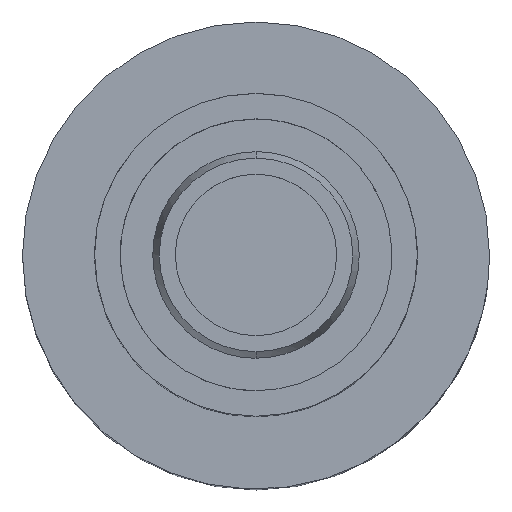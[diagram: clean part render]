
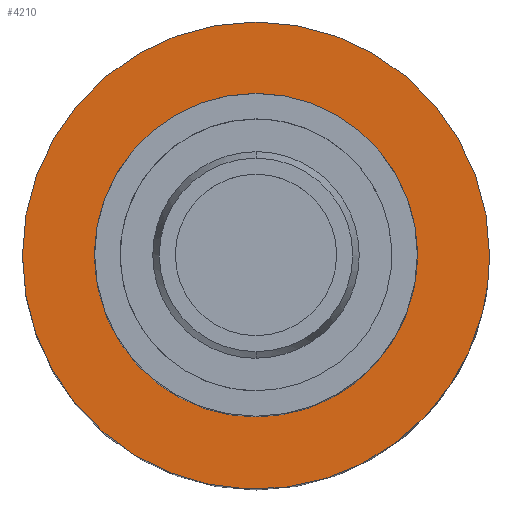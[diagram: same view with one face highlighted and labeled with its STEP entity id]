
A CAD part, top view. The second image highlights one B-rep face of the part: STEP entity #4210.
In plain terms, the highlighted planar face has unit normal (0, 0, 1).
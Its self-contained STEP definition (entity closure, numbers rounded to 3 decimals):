
#4089=AXIS2_PLACEMENT_3D('Circle Axis2P3D',#4087,#4088,$) ;
#4110=AXIS2_PLACEMENT_3D('Circle Axis2P3D',#4108,#4109,$) ;
#4149=AXIS2_PLACEMENT_3D('Plane Axis2P3D',#4146,#4147,#4148) ;
#4087=CARTESIAN_POINT('Axis2P3D Location',(2.75,2.75,17.88)) ;
#4091=CARTESIAN_POINT('Vertex',(5.5,2.75,17.88)) ;
#4093=CARTESIAN_POINT('Vertex',(2.75,5.5,17.88)) ;
#4105=CARTESIAN_POINT('Vertex',(0.,2.75,17.88)) ;
#4108=CARTESIAN_POINT('Axis2P3D Location',(2.75,2.75,17.88)) ;
#4128=CARTESIAN_POINT('Control Point',(0.,2.75,17.88)) ;
#4129=CARTESIAN_POINT('Control Point',(0.,1.886,17.88)) ;
#4130=CARTESIAN_POINT('Control Point',(0.339,1.022,17.88)) ;
#4131=CARTESIAN_POINT('Control Point',(1.022,0.339,17.88)) ;
#4132=CARTESIAN_POINT('Control Point',(2.75,-0.339,17.88)) ;
#4133=CARTESIAN_POINT('Control Point',(4.478,0.339,17.88)) ;
#4134=CARTESIAN_POINT('Control Point',(5.161,1.022,17.88)) ;
#4135=CARTESIAN_POINT('Control Point',(5.5,1.886,17.88)) ;
#4136=CARTESIAN_POINT('Control Point',(5.5,2.75,17.88)) ;
#4146=CARTESIAN_POINT('Axis2P3D Location',(2.75,5.075,17.88)) ;
#4157=CARTESIAN_POINT('Control Point',(2.75,0.85,17.88)) ;
#4158=CARTESIAN_POINT('Control Point',(2.953,0.85,17.88)) ;
#4159=CARTESIAN_POINT('Control Point',(3.155,0.877,17.88)) ;
#4160=CARTESIAN_POINT('Control Point',(3.353,0.931,17.88)) ;
#4161=CARTESIAN_POINT('Control Point',(3.729,1.09,17.88)) ;
#4162=CARTESIAN_POINT('Control Point',(4.051,1.343,17.88)) ;
#4163=CARTESIAN_POINT('Control Point',(4.194,1.49,17.88)) ;
#4164=CARTESIAN_POINT('Control Point',(4.437,1.818,17.88)) ;
#4165=CARTESIAN_POINT('Control Point',(4.585,2.199,17.88)) ;
#4166=CARTESIAN_POINT('Control Point',(4.634,2.398,17.88)) ;
#4167=CARTESIAN_POINT('Control Point',(4.676,2.805,17.88)) ;
#4168=CARTESIAN_POINT('Control Point',(4.611,3.208,17.88)) ;
#4169=CARTESIAN_POINT('Control Point',(4.551,3.405,17.88)) ;
#4170=CARTESIAN_POINT('Control Point',(4.381,3.776,17.88)) ;
#4171=CARTESIAN_POINT('Control Point',(4.119,4.09,17.88)) ;
#4172=CARTESIAN_POINT('Control Point',(3.968,4.229,17.88)) ;
#4173=CARTESIAN_POINT('Control Point',(3.651,4.45,17.88)) ;
#4174=CARTESIAN_POINT('Control Point',(3.289,4.585,17.88)) ;
#4175=CARTESIAN_POINT('Control Point',(3.112,4.628,17.88)) ;
#4176=CARTESIAN_POINT('Control Point',(2.931,4.65,17.88)) ;
#4177=CARTESIAN_POINT('Control Point',(2.75,4.65,17.88)) ;
#4178=CARTESIAN_POINT('Vertex',(2.75,0.85,17.88)) ;
#4180=CARTESIAN_POINT('Vertex',(2.75,4.65,17.88)) ;
#4184=CARTESIAN_POINT('Control Point',(2.75,4.65,17.88)) ;
#4185=CARTESIAN_POINT('Control Point',(2.547,4.65,17.88)) ;
#4186=CARTESIAN_POINT('Control Point',(2.345,4.623,17.88)) ;
#4187=CARTESIAN_POINT('Control Point',(2.147,4.569,17.88)) ;
#4188=CARTESIAN_POINT('Control Point',(1.771,4.41,17.88)) ;
#4189=CARTESIAN_POINT('Control Point',(1.449,4.157,17.88)) ;
#4190=CARTESIAN_POINT('Control Point',(1.306,4.01,17.88)) ;
#4191=CARTESIAN_POINT('Control Point',(1.063,3.682,17.88)) ;
#4192=CARTESIAN_POINT('Control Point',(0.915,3.301,17.88)) ;
#4193=CARTESIAN_POINT('Control Point',(0.866,3.102,17.88)) ;
#4194=CARTESIAN_POINT('Control Point',(0.824,2.695,17.88)) ;
#4195=CARTESIAN_POINT('Control Point',(0.889,2.292,17.88)) ;
#4196=CARTESIAN_POINT('Control Point',(0.949,2.095,17.88)) ;
#4197=CARTESIAN_POINT('Control Point',(1.119,1.724,17.88)) ;
#4198=CARTESIAN_POINT('Control Point',(1.381,1.41,17.88)) ;
#4199=CARTESIAN_POINT('Control Point',(1.532,1.271,17.88)) ;
#4200=CARTESIAN_POINT('Control Point',(1.849,1.05,17.88)) ;
#4201=CARTESIAN_POINT('Control Point',(2.211,0.915,17.88)) ;
#4202=CARTESIAN_POINT('Control Point',(2.388,0.872,17.88)) ;
#4203=CARTESIAN_POINT('Control Point',(2.569,0.85,17.88)) ;
#4204=CARTESIAN_POINT('Control Point',(2.75,0.85,17.88)) ;
#4088=DIRECTION('Axis2P3D Direction',(0.,0.,1.)) ;
#4109=DIRECTION('Axis2P3D Direction',(0.,0.,1.)) ;
#4147=DIRECTION('Axis2P3D Direction',(0.,0.,-1.)) ;
#4148=DIRECTION('Axis2P3D XDirection',(0.,-1.,0.)) ;
#4152=ORIENTED_EDGE('',*,*,#4095,.T.) ;
#4153=ORIENTED_EDGE('',*,*,#4112,.T.) ;
#4154=ORIENTED_EDGE('',*,*,#4137,.T.) ;
#4207=ORIENTED_EDGE('',*,*,#4182,.F.) ;
#4208=ORIENTED_EDGE('',*,*,#4205,.F.) ;
#4209=FACE_BOUND('',#4206,.T.) ;
#4210=ADVANCED_FACE('Hauptk\X2\00F6\X0\rper',(#4155,#4209),#4150,.F.) ;
#4127=B_SPLINE_CURVE_WITH_KNOTS('',5,(#4128,#4129,#4130,#4131,#4132,#4133,#4134,#4135,#4136),.UNSPECIFIED.,.F.,.U.,(6,3,6),(-4.32,0.,4.32),.UNSPECIFIED.) ;
#4156=B_SPLINE_CURVE_WITH_KNOTS('',5,(#4157,#4158,#4159,#4160,#4161,#4162,#4163,#4164,#4165,#4166,#4167,#4168,#4169,#4170,#4171,#4172,#4173,#4174,#4175,#4176,#4177),.UNSPECIFIED.,.F.,.U.,(6,3,3,3,3,3,6),(0.,1.432,2.865,4.297,5.73,7.162,8.441),.UNSPECIFIED.) ;
#4183=B_SPLINE_CURVE_WITH_KNOTS('',5,(#4184,#4185,#4186,#4187,#4188,#4189,#4190,#4191,#4192,#4193,#4194,#4195,#4196,#4197,#4198,#4199,#4200,#4201,#4202,#4203,#4204),.UNSPECIFIED.,.F.,.U.,(6,3,3,3,3,3,6),(0.,1.432,2.865,4.297,5.73,7.162,8.441),.UNSPECIFIED.) ;
#4090=CIRCLE('generated circle',#4089,2.75) ;
#4111=CIRCLE('generated circle',#4110,2.75) ;
#4095=EDGE_CURVE('',#4092,#4094,#4090,.T.) ;
#4112=EDGE_CURVE('',#4094,#4106,#4111,.T.) ;
#4137=EDGE_CURVE('',#4106,#4092,#4127,.T.) ;
#4182=EDGE_CURVE('',#4179,#4181,#4156,.T.) ;
#4205=EDGE_CURVE('',#4181,#4179,#4183,.T.) ;
#4151=EDGE_LOOP('',(#4152,#4153,#4154)) ;
#4206=EDGE_LOOP('',(#4207,#4208)) ;
#4155=FACE_OUTER_BOUND('',#4151,.T.) ;
#4150=PLANE('',#4149) ;
#4092=VERTEX_POINT('',#4091) ;
#4094=VERTEX_POINT('',#4093) ;
#4106=VERTEX_POINT('',#4105) ;
#4179=VERTEX_POINT('',#4178) ;
#4181=VERTEX_POINT('',#4180) ;
